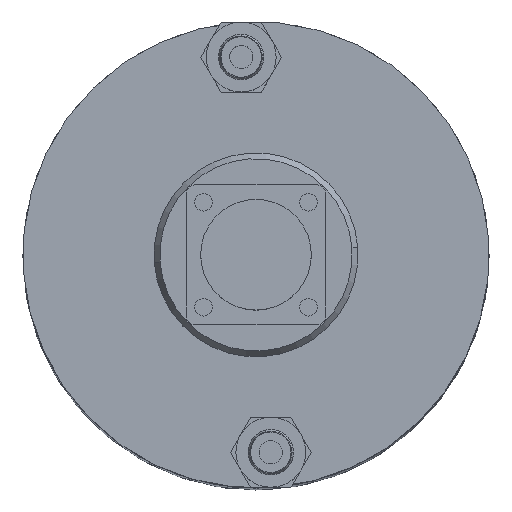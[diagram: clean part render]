
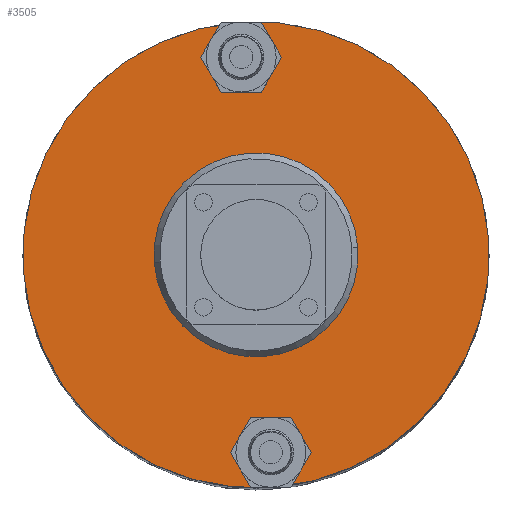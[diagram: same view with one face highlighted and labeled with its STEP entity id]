
A CAD part, top view. The second image highlights one B-rep face of the part: STEP entity #3505.
In plain terms, the highlighted face is planar.
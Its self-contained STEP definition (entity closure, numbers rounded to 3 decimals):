
#56 = ORIENTED_EDGE ( 'NONE', *, *, #1413, .T. ) ;
#141 = CARTESIAN_POINT ( 'NONE',  ( 1.5, 0., 0. ) ) ;
#143 = EDGE_CURVE ( 'NONE', #1790, #3585, #3872, .T. ) ;
#192 = EDGE_CURVE ( 'NONE', #3585, #1790, #2953, .T. ) ;
#452 = ORIENTED_EDGE ( 'NONE', *, *, #2003, .T. ) ;
#704 = CARTESIAN_POINT ( 'NONE',  ( 1.5, 0., 17.5 ) ) ;
#785 = CARTESIAN_POINT ( 'NONE',  ( 1.5, 0., 0. ) ) ;
#816 = DIRECTION ( 'NONE',  ( 0., 0., -1. ) ) ;
#876 = VERTEX_POINT ( 'NONE', #704 ) ;
#1007 = AXIS2_PLACEMENT_3D ( 'NONE', #1533, #2793, #3442 ) ;
#1048 = FACE_OUTER_BOUND ( 'NONE', #1736, .T. ) ;
#1070 = VERTEX_POINT ( 'NONE', #1943 ) ;
#1172 = ORIENTED_EDGE ( 'NONE', *, *, #143, .F. ) ;
#1214 = CARTESIAN_POINT ( 'NONE',  ( 1.5, 0., -40. ) ) ;
#1413 = EDGE_CURVE ( 'NONE', #876, #1070, #2707, .T. ) ;
#1455 = CIRCLE ( 'NONE', #3562, 17.5 ) ;
#1523 = DIRECTION ( 'NONE',  ( 1., 0., 0. ) ) ;
#1533 = CARTESIAN_POINT ( 'NONE',  ( 1.5, 0., 0. ) ) ;
#1593 = AXIS2_PLACEMENT_3D ( 'NONE', #141, #3365, #816 ) ;
#1736 = EDGE_LOOP ( 'NONE', ( #4010, #1172 ) ) ;
#1790 = VERTEX_POINT ( 'NONE', #3125 ) ;
#1943 = CARTESIAN_POINT ( 'NONE',  ( 1.5, 0., -17.5 ) ) ;
#2003 = EDGE_CURVE ( 'NONE', #1070, #876, #1455, .T. ) ;
#2133 = DIRECTION ( 'NONE',  ( 0., 0., -1. ) ) ;
#2431 = CARTESIAN_POINT ( 'NONE',  ( 1.5, 17.5, 0. ) ) ;
#2649 = AXIS2_PLACEMENT_3D ( 'NONE', #2431, #3102, #2744 ) ;
#2683 = EDGE_LOOP ( 'NONE', ( #452, #56 ) ) ;
#2707 = CIRCLE ( 'NONE', #4161, 17.5 ) ;
#2718 = DIRECTION ( 'NONE',  ( 1., 0., 0. ) ) ;
#2744 = DIRECTION ( 'NONE',  ( 0., 0., 1. ) ) ;
#2793 = DIRECTION ( 'NONE',  ( 1., 0., 0. ) ) ;
#2953 = CIRCLE ( 'NONE', #1007, 40. ) ;
#3054 = PLANE ( 'NONE',  #2649 ) ;
#3102 = DIRECTION ( 'NONE',  ( -1., 0., 0. ) ) ;
#3125 = CARTESIAN_POINT ( 'NONE',  ( 1.5, 0., 40. ) ) ;
#3331 = FACE_BOUND ( 'NONE', #2683, .T. ) ;
#3365 = DIRECTION ( 'NONE',  ( 1., 0., 0. ) ) ;
#3442 = DIRECTION ( 'NONE',  ( 0., 0., -1. ) ) ;
#3443 = CARTESIAN_POINT ( 'NONE',  ( 1.5, 0., 0. ) ) ;
#3505 = ADVANCED_FACE ( 'NONE', ( #3331, #1048 ), #3054, .T. ) ;
#3562 = AXIS2_PLACEMENT_3D ( 'NONE', #785, #2718, #3683 ) ;
#3585 = VERTEX_POINT ( 'NONE', #1214 ) ;
#3683 = DIRECTION ( 'NONE',  ( 0., 0., -1. ) ) ;
#3872 = CIRCLE ( 'NONE', #1593, 40. ) ;
#4010 = ORIENTED_EDGE ( 'NONE', *, *, #192, .F. ) ;
#4161 = AXIS2_PLACEMENT_3D ( 'NONE', #3443, #1523, #2133 ) ;
